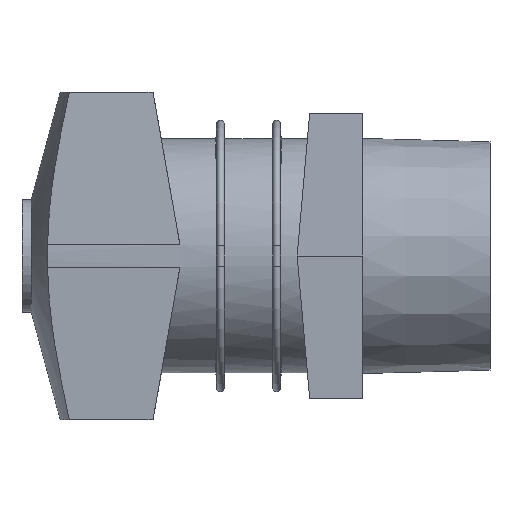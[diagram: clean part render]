
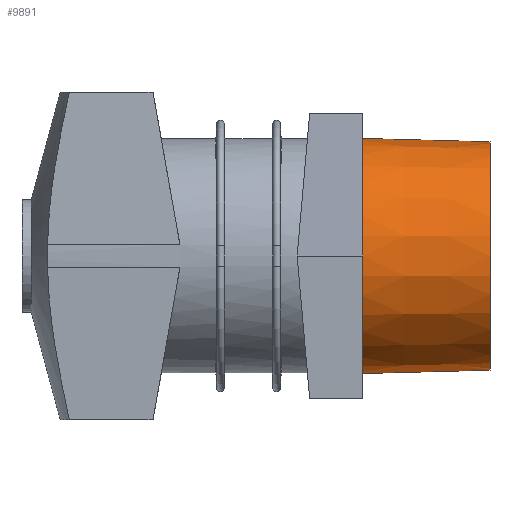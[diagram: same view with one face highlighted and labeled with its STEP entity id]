
A CAD part, left-side view. The second image highlights one B-rep face of the part: STEP entity #9891.
In plain terms, the highlighted conical face has half-angle 1.5 degrees and reference radius 61 mm.
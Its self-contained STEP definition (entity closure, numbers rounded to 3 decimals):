
#88 = CIRCLE ( 'NONE', #11622, 61. ) ;
#190 = EDGE_LOOP ( 'NONE', ( #10480, #4127, #5578, #5776 ) ) ;
#366 = CONICAL_SURFACE ( 'NONE', #9166, 61., 0.026 ) ;
#592 = EDGE_CURVE ( 'NONE', #1083, #11069, #4156, .T. ) ;
#1083 = VERTEX_POINT ( 'NONE', #12446 ) ;
#1391 = DIRECTION ( 'NONE',  ( 0., 1., -0.026 ) ) ;
#1905 = DIRECTION ( 'NONE',  ( 0., 1., 0. ) ) ;
#2287 = CARTESIAN_POINT ( 'NONE',  ( 0., 0., -61. ) ) ;
#2498 = VECTOR ( 'NONE', #9709, 1000. ) ;
#2744 = CARTESIAN_POINT ( 'NONE',  ( 0., 0., 0. ) ) ;
#3154 = FACE_OUTER_BOUND ( 'NONE', #190, .T. ) ;
#3627 = LINE ( 'NONE', #2287, #10757 ) ;
#3693 = DIRECTION ( 'NONE',  ( 0., 0., 1. ) ) ;
#4127 = ORIENTED_EDGE ( 'NONE', *, *, #4805, .T. ) ;
#4156 = CIRCLE ( 'NONE', #5147, 62.781 ) ;
#4534 = CARTESIAN_POINT ( 'NONE',  ( 0., 0., 0. ) ) ;
#4805 = EDGE_CURVE ( 'NONE', #9955, #8768, #88, .T. ) ;
#5147 = AXIS2_PLACEMENT_3D ( 'NONE', #7500, #1905, #8539 ) ;
#5493 = CARTESIAN_POINT ( 'NONE',  ( 0., 0., -61. ) ) ;
#5578 = ORIENTED_EDGE ( 'NONE', *, *, #6935, .T. ) ;
#5776 = ORIENTED_EDGE ( 'NONE', *, *, #592, .F. ) ;
#6398 = DIRECTION ( 'NONE',  ( 0., 0., 1. ) ) ;
#6492 = EDGE_CURVE ( 'NONE', #9955, #1083, #3627, .T. ) ;
#6935 = EDGE_CURVE ( 'NONE', #8768, #11069, #12027, .T. ) ;
#7500 = CARTESIAN_POINT ( 'NONE',  ( 0., 68., 0. ) ) ;
#8539 = DIRECTION ( 'NONE',  ( 0., 0., 1. ) ) ;
#8768 = VERTEX_POINT ( 'NONE', #10186 ) ;
#9166 = AXIS2_PLACEMENT_3D ( 'NONE', #4534, #12433, #6398 ) ;
#9461 = DIRECTION ( 'NONE',  ( 0., 1., 0. ) ) ;
#9709 = DIRECTION ( 'NONE',  ( 0., 1., 0.026 ) ) ;
#9748 = CARTESIAN_POINT ( 'NONE',  ( 0., 0., 61. ) ) ;
#9891 = ADVANCED_FACE ( 'NONE', ( #3154 ), #366, .T. ) ;
#9955 = VERTEX_POINT ( 'NONE', #5493 ) ;
#10186 = CARTESIAN_POINT ( 'NONE',  ( 0., 0., 61. ) ) ;
#10290 = CARTESIAN_POINT ( 'NONE',  ( 0., 68., 62.781 ) ) ;
#10480 = ORIENTED_EDGE ( 'NONE', *, *, #6492, .F. ) ;
#10757 = VECTOR ( 'NONE', #1391, 1000. ) ;
#11069 = VERTEX_POINT ( 'NONE', #10290 ) ;
#11622 = AXIS2_PLACEMENT_3D ( 'NONE', #2744, #9461, #3693 ) ;
#12027 = LINE ( 'NONE', #9748, #2498 ) ;
#12433 = DIRECTION ( 'NONE',  ( 0., 1., 0. ) ) ;
#12446 = CARTESIAN_POINT ( 'NONE',  ( 0., 68., -62.781 ) ) ;
